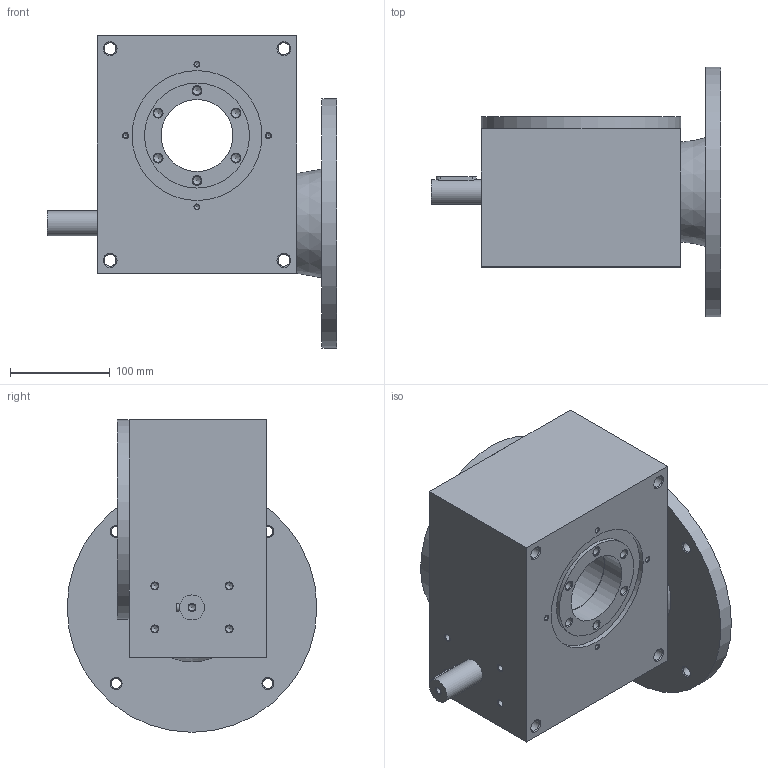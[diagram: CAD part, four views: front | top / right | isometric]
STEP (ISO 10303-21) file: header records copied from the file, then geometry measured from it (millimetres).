
FILE_DESCRIPTION( ( 'STEP AP214' ), '1' );
FILE_NAME( 'K88_MBD_100-112_B5_R.1_5_C.1_-_-_-_-_-_-_-_-.stp', '2018-08-31T12:39:50', ( '' ), ( '' ), ' ', 'PARTsolutions', ' ' );
FILE_SCHEMA( ( 'AUTOMOTIVE_DESIGN { 1 0 10303 214 1 1 1 1 }' ) );
Length unit declared in the file: millimetre
Products named in the file (4): K88_MBD_100-112/B5_R.1/5_C.1_-_-_-_-_-_-_-_-; _88_41-case; _88_9-fl; _88-shaft
Assembly tree (3 placements, depth 2):
  K88_MBD_100-112/B5_R.1/5_C.1_-_-_-_-_-_-_-_-
    _88_41-case
    _88_9-fl
    _88-shaft
Bounding box: 290 x 250 x 313 mm (x, y, z)
Volume: 6976823.7 mm3; surface area: 433342.6 mm2
Topology: 3 solids, 3 shells, 299 faces, 718 edges, 460 vertices
Faces by surface type: plane 150, cylinder 86, cone 63
Full cylindrical faces by diameter (mm): 4.917 x8, 6.647 x5, 8.376 x12, 10.106 x4, 11.835 x4, 12 x4, 21 x6, 25 x2, 40 x1, 72 x2, 73 x1, 105 x2, 130 x2, 180 x1, 200 x1, 250 x1
Entity records: 10389 total; most frequent: CARTESIAN_POINT 1383, DIRECTION 1379, ORIENTED_EDGE 1128, EDGE_CURVE 564, AXIS2_PLACEMENT_3D 514, EDGE_LOOP 473, VERTEX_POINT 450, FACE_OUTER_BOUND 355
